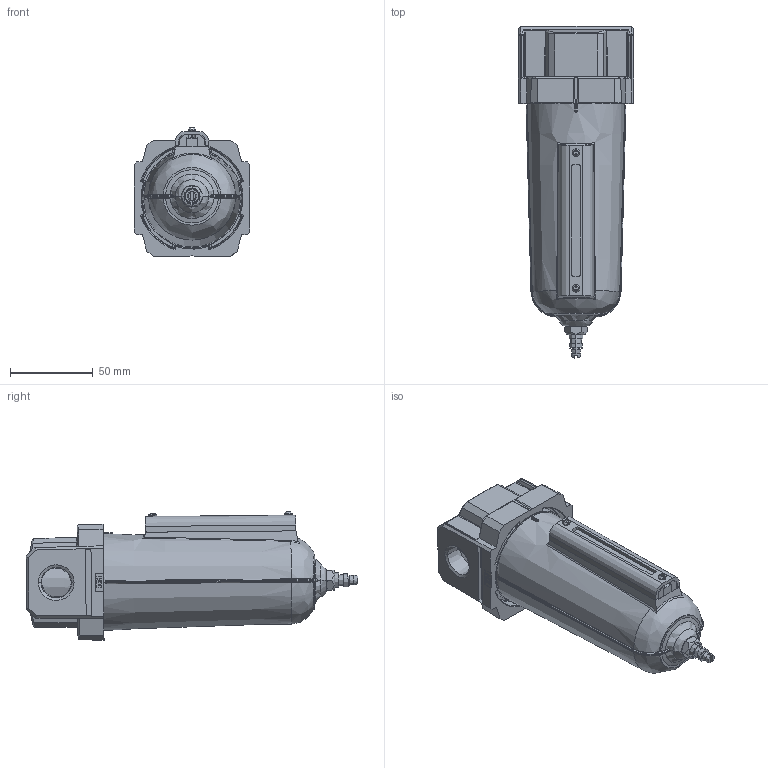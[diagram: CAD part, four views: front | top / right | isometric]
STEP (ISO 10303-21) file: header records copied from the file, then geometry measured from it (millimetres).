
FILE_DESCRIPTION (( 'STEP AP214' ), '1' );
FILE_NAME ('F70.STEP', '2021-11-19T06:14:39', ( 'User' ), ( '' ), 'SwSTEP 2.0', 'SolidWorks 2014', '' );
FILE_SCHEMA (( 'AUTOMOTIVE_DESIGN' ));
Length unit declared in the file: millimetre
Products named in the file (17): F7001-4分; F70; 十字圓頭螺絲; F2117-1; F7029; 70液面計; 排水閥; F7002
Assembly tree (10 placements, depth 2):
  F70
    十字圓頭螺絲
    十字圓頭螺絲
  F2117-1
  F7029
  70液面計
  排水閥
Bounding box: 70 x 200.63 x 77.49 mm (x, y, z)
Volume: 205210.1 mm3; surface area: 95097.1 mm2
Topology: 8 solids, 8 shells, 1376 faces, 3334 edges, 1965 vertices
Faces by surface type: plane 656, cylinder 309, bspline 294, cone 83, torus 30, sphere 4
Entity records: 57508 total; most frequent: CARTESIAN_POINT 28943, ORIENTED_EDGE 6300, DIRECTION 5119, EDGE_CURVE 3150, VERTEX_POINT 1875, LINE 1725, VECTOR 1725, AXIS2_PLACEMENT_3D 1697
